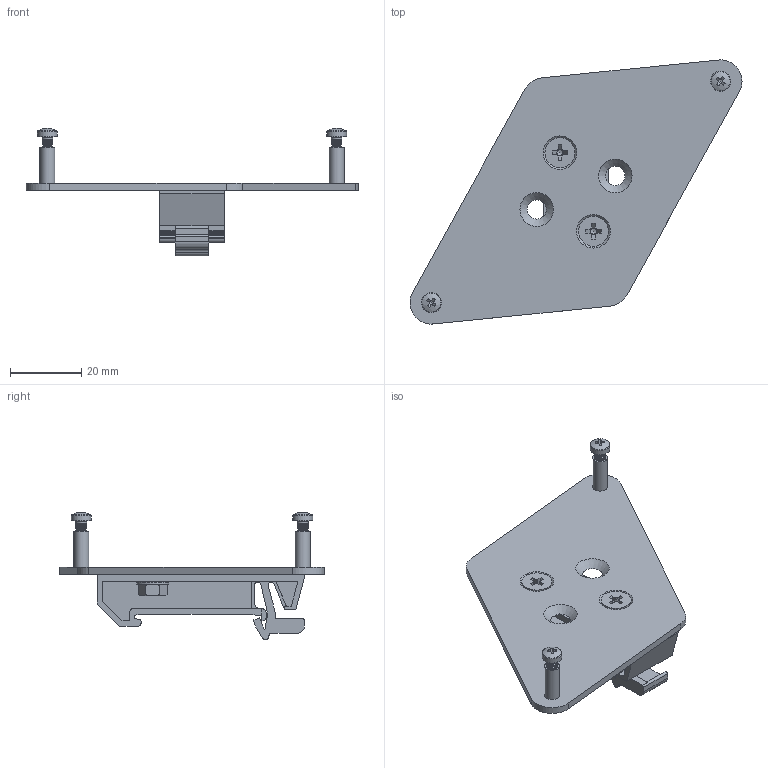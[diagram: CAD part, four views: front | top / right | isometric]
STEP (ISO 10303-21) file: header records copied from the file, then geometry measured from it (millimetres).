
FILE_DESCRIPTION (( 'STEP AP214' ), '1' );
FILE_NAME ('9C018 rail mount adapter.STEP', '2014-09-17T11:07:40', ( 'qwe' ), ( '' ), 'SwSTEP 2.0', 'SolidWorks 2014', '' );
FILE_SCHEMA (( 'AUTOMOTIVE_DESIGN' ));
Length unit declared in the file: millimetre
Products named in the file (8): 9C018 rail mount adapter; 61410 Senkschraube KS DIN 965 M4x8_ISO 7046-1 - M4 x 8 - Z --- 8S; 62312 Einpress-GewindebuchseM3x12; 1C052 Montageblech; 51063 MOFU-35_0495660000; 62400 Sechskantmutter DIN 439 M4 VZ_Hexagon Nut ISO 4032 - M4 - D - N; 61495 Federscheibe DIN 137 B4 VZ_Washer DIN 125 - A 4.3; 61302 Linsenschraube DIN 7985 VZ M3x10
Assembly tree (12 placements, depth 2):
  9C018 rail mount adapter
    1C052 Montageblech
    51063 MOFU-35_0495660000
    62312 Einpress-GewindebuchseM3x12  x2
    61410 Senkschraube KS DIN 965 M4x8_ISO 7046-1 - M4 x 8 - Z --- 8S  x2
    61495 Federscheibe DIN 137 B4 VZ_Washer DIN 125 - A 4.3  x2
    62400 Sechskantmutter DIN 439 M4 VZ_Hexagon Nut ISO 4032 - M4 - D - N  x2
    61302 Linsenschraube DIN 7985 VZ M3x10  x2
Bounding box: 93 x 73.97 x 35.7 mm (x, y, z)
Volume: 14097.9 mm3; surface area: 17592.4 mm2
Topology: 12 solids, 12 shells, 518 faces, 1197 edges, 708 vertices
Faces by surface type: plane 193, cone 188, cylinder 129, torus 6, sphere 2
Full cylindrical faces by diameter (mm): 2.4 x2, 3 x38, 3.2 x2, 3.3 x10, 3.8 x2, 4 x18, 4.19 x2, 4.2 x2, 4.3 x6, 5.3 x2, 5.6 x2, 8.4 x2, 9 x2
Entity records: 8911 total; most frequent: CARTESIAN_POINT 1580, DIRECTION 1512, ORIENTED_EDGE 1262, EDGE_CURVE 631, AXIS2_PLACEMENT_3D 596, EDGE_LOOP 473, VERTEX_POINT 456, FACE_OUTER_BOUND 367
